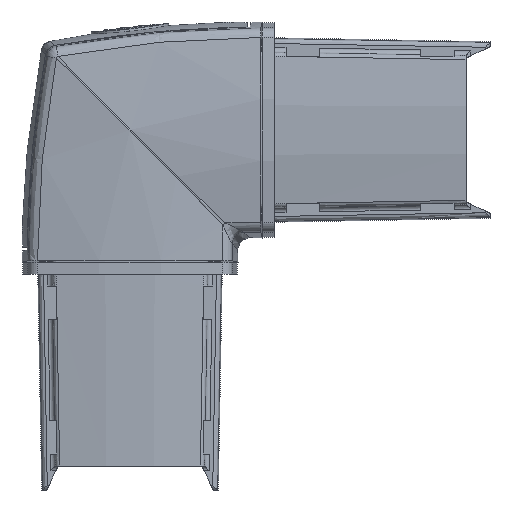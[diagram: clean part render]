
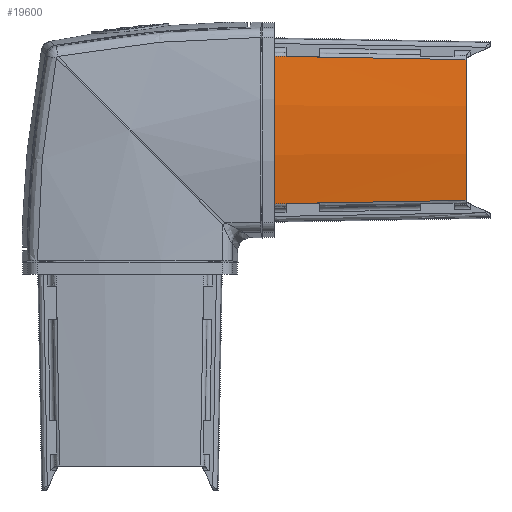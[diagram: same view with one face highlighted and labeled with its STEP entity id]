
A CAD part, left-side view. The second image highlights one B-rep face of the part: STEP entity #19600.
In plain terms, the highlighted cylindrical face has radius 193.5 mm (diameter 387 mm), a partial arc.
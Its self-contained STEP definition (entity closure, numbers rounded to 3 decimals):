
#2480=CARTESIAN_POINT('',(-26.044,-60.,-30.73));
#2481=CARTESIAN_POINT('',(-26.047,-60.833,
-30.715));
#2482=CARTESIAN_POINT('',(-26.051,-62.5,
-30.686));
#2483=CARTESIAN_POINT('',(-26.056,-64.167,
-30.657));
#2484=CARTESIAN_POINT('',(-26.058,-65.,-30.642));
#2560=CARTESIAN_POINT('',(165.,-60.,0.));
#2561=DIRECTION('',(0.,1.,0.));
#2562=DIRECTION('',(-0.987,0.,-0.159));
#2563=AXIS2_PLACEMENT_3D('',#2560,#2561,#2562);
#2629=CARTESIAN_POINT('',(-26.058,-65.,30.642));
#2630=CARTESIAN_POINT('',(-26.056,-64.167,
30.657));
#2631=CARTESIAN_POINT('',(-26.051,-62.5,
30.686));
#2632=CARTESIAN_POINT('',(-26.047,-60.833,
30.715));
#2633=CARTESIAN_POINT('',(-26.044,-60.,30.73));
#2778=CARTESIAN_POINT('',(165.,-65.,0.));
#2779=DIRECTION('',(0.,1.,0.));
#2780=DIRECTION('',(-0.987,0.,0.158));
#2781=AXIS2_PLACEMENT_3D('',#2778,#2779,#2780);
#2802=DIRECTION('',(0.,-1.,0.));
#2803=VECTOR('',#2802,8.043);
#2804=CARTESIAN_POINT('',(-26.081,-65.,30.5));
#2805=LINE('',#2804,#2803);
#2962=CARTESIAN_POINT('',(-26.266,-140.,29.319));
#2984=CARTESIAN_POINT('',(-26.266,-140.,29.319));
#2985=CARTESIAN_POINT('',(-26.246,-132.555,
29.45));
#2986=CARTESIAN_POINT('',(-26.205,-117.668,
29.713));
#2987=CARTESIAN_POINT('',(-26.144,-95.349,
30.107));
#2988=CARTESIAN_POINT('',(-26.102,-80.477,
30.369));
#2989=CARTESIAN_POINT('',(-26.081,-73.043,30.5));
#3091=CARTESIAN_POINT('',(165.,-140.,0.));
#3092=DIRECTION('',(0.,1.,0.));
#3093=DIRECTION('',(-0.988,0.,-0.152));
#3094=AXIS2_PLACEMENT_3D('',#3091,#3092,#3093);
#14979=CARTESIAN_POINT('',(-26.081,-73.043,-30.5));
#14980=CARTESIAN_POINT('',(-26.102,-80.477,
-30.369));
#14981=CARTESIAN_POINT('',(-26.144,-95.349,
-30.107));
#14982=CARTESIAN_POINT('',(-26.205,-117.668,
-29.713));
#14983=CARTESIAN_POINT('',(-26.246,-132.555,
-29.45));
#14984=CARTESIAN_POINT('',(-26.266,-140.,-29.319));
#15006=CARTESIAN_POINT('',(-26.266,-140.,-29.319));
#15097=DIRECTION('',(0.,-1.,0.));
#15098=VECTOR('',#15097,8.043);
#15099=CARTESIAN_POINT('',(-26.081,-65.,-30.5));
#15100=LINE('',#15099,#15098);
#15171=CARTESIAN_POINT('',(165.,-65.,0.));
#15172=DIRECTION('',(0.,1.,0.));
#15173=DIRECTION('',(-0.987,0.,-0.158));
#15174=AXIS2_PLACEMENT_3D('',#15171,#15172,#15173);
#15891=VERTEX_POINT('',#2962);
#15894=VERTEX_POINT('',#15006);
#16003=CARTESIAN_POINT('',(-26.081,-65.,30.5));
#16004=CARTESIAN_POINT('',(-26.081,-73.043,30.5));
#16005=VERTEX_POINT('',#16003);
#16006=VERTEX_POINT('',#16004);
#16007=CARTESIAN_POINT('',(-26.058,-65.,30.642));
#16008=VERTEX_POINT('',#16007);
#16009=CARTESIAN_POINT('',(-26.081,-65.,-30.5));
#16010=CARTESIAN_POINT('',(-26.081,-73.043,-30.5));
#16011=VERTEX_POINT('',#16009);
#16012=VERTEX_POINT('',#16010);
#16013=CARTESIAN_POINT('',(-26.058,-65.,-30.642));
#16014=VERTEX_POINT('',#16013);
#16729=CARTESIAN_POINT('',(-26.044,-60.,-30.73));
#16730=CARTESIAN_POINT('',(-26.044,-60.,30.73));
#16731=VERTEX_POINT('',#16729);
#16732=VERTEX_POINT('',#16730);
#19575=CARTESIAN_POINT('',(165.,-55.,0.));
#19576=DIRECTION('',(0.,1.,0.));
#19577=DIRECTION('',(-1.,0.,0.));
#19578=AXIS2_PLACEMENT_3D('',#19575,#19576,#19577);
#19579=CYLINDRICAL_SURFACE('',#19578,193.5);
#19580=ORIENTED_EDGE('',*,*,#17560,.T.);
#19582=ORIENTED_EDGE('',*,*,#19581,.F.);
#19584=ORIENTED_EDGE('',*,*,#19583,.F.);
#19586=ORIENTED_EDGE('',*,*,#19585,.T.);
#19588=ORIENTED_EDGE('',*,*,#19587,.F.);
#19590=ORIENTED_EDGE('',*,*,#19589,.F.);
#19592=ORIENTED_EDGE('',*,*,#19591,.F.);
#19594=ORIENTED_EDGE('',*,*,#19593,.F.);
#19596=ORIENTED_EDGE('',*,*,#19595,.F.);
#19597=ORIENTED_EDGE('',*,*,#19551,.F.);
#19598=EDGE_LOOP('',(#19580,#19582,#19584,#19586,#19588,#19590,#19592,#19594,
#19596,#19597));
#19599=FACE_OUTER_BOUND('',#19598,.F.);
#19600=ADVANCED_FACE('',(#19599),#19579,.T.);
#2485=B_SPLINE_CURVE_WITH_KNOTS('',3,(#2480,#2481,#2482,#2483,#2484),
.UNSPECIFIED.,.F.,.F.,(4,1,4),(0.,0.5,1.),.UNSPECIFIED.);
#2564=CIRCLE('',#2563,193.5);
#2634=B_SPLINE_CURVE_WITH_KNOTS('',3,(#2629,#2630,#2631,#2632,#2633),
.UNSPECIFIED.,.F.,.F.,(4,1,4),(0.,0.5,1.),.UNSPECIFIED.);
#2782=CIRCLE('',#2781,193.5);
#2990=B_SPLINE_CURVE_WITH_KNOTS('',3,(#2984,#2985,#2986,#2987,#2988,#2989),
.UNSPECIFIED.,.F.,.F.,(4,1,1,4),(0.,0.333,0.667,1.),
.UNSPECIFIED.);
#3095=CIRCLE('',#3094,193.5);
#14985=B_SPLINE_CURVE_WITH_KNOTS('',3,(#14979,#14980,#14981,#14982,#14983,
#14984),.UNSPECIFIED.,.F.,.F.,(4,1,1,4),(0.,0.333,
0.667,1.),.UNSPECIFIED.);
#15175=CIRCLE('',#15174,193.5);
#17560=EDGE_CURVE('',#16731,#16732,#2564,.T.);
#19551=EDGE_CURVE('',#16731,#16014,#2485,.T.);
#19581=EDGE_CURVE('',#16008,#16732,#2634,.T.);
#19583=EDGE_CURVE('',#16005,#16008,#2782,.T.);
#19585=EDGE_CURVE('',#16005,#16006,#2805,.T.);
#19587=EDGE_CURVE('',#15891,#16006,#2990,.T.);
#19589=EDGE_CURVE('',#15894,#15891,#3095,.T.);
#19591=EDGE_CURVE('',#16012,#15894,#14985,.T.);
#19593=EDGE_CURVE('',#16011,#16012,#15100,.T.);
#19595=EDGE_CURVE('',#16014,#16011,#15175,.T.);
